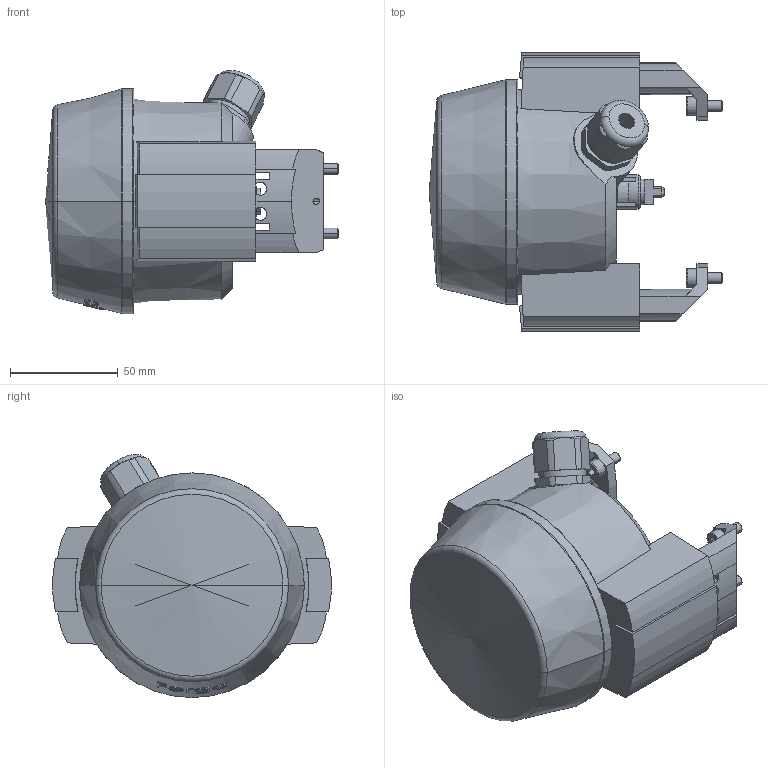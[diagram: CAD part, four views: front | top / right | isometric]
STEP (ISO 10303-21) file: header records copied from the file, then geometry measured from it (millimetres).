
FILE_DESCRIPTION (( 'STEP AP214' ), '1' );
FILE_NAME ('Switchmaster-M2-Fergo.STEP', '2023-04-05T09:56:58', ( '' ), ( '' ), 'SwSTEP 2.0', 'SolidWorks 2022', '' );
FILE_SCHEMA (( 'AUTOMOTIVE_DESIGN' ));
Length unit declared in the file: millimetre
Products named in the file (1): Switchmaster-M2-Fergo
Bounding box: 136.5 x 129.25 x 113.08 mm (x, y, z)
Volume: 261445.5 mm3; surface area: 242499.5 mm2
Topology: 1 solids, 1 shells, 2198 faces, 6197 edges, 4054 vertices
Faces by surface type: plane 1249, cylinder 767, cone 88, bspline 65, torus 21, sphere 8
Entity records: 96771 total; most frequent: CARTESIAN_POINT 39866, ORIENTED_EDGE 12382, DIRECTION 11419, EDGE_CURVE 6191, VERTEX_POINT 4052, AXIS2_PLACEMENT_3D 3923, VECTOR 3573, LINE 3573
